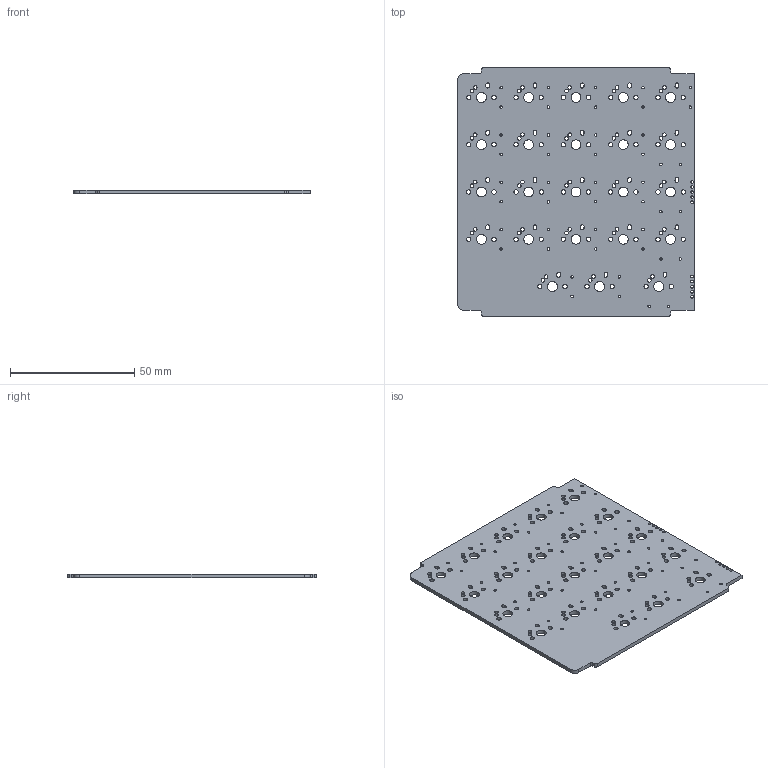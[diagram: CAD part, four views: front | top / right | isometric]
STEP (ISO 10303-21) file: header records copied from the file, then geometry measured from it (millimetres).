
FILE_DESCRIPTION(('KiCad electronic assembly'),'2;1');
FILE_NAME('center-gasket-1.step','2022-01-07T20:40:16',('An Author'),( 'A Company'),'Open CASCADE STEP processor 7.5', 'KiCad to STEP converter','Unknown');
FILE_SCHEMA(('AUTOMOTIVE_DESIGN { 1 0 10303 214 1 1 1 1 }'));
Length unit declared in the file: millimetre
Products named in the file (2): Open CASCADE STEP translator 7.5 1; COMPOUND
Assembly tree (1 placements, depth 2):
  Open CASCADE STEP translator 7.5 1
    COMPOUND
Bounding box: 95.25 x 100.01 x 1.6 mm (x, y, z)
Volume: 14165.4 mm3; surface area: 20029.6 mm2
Topology: 1 solids, 1 shells, 287 faces, 855 edges, 570 vertices
Faces by surface type: cylinder 273, plane 14
Full cylindrical faces by diameter (mm): 1 x46, 1.092 x10, 1.47 x46, 1.75 x46, 3.988 x23
Entity records: 21821 total; most frequent: DIRECTION 3597, CARTESIAN_POINT 3516, ORIENTED_EDGE 1710, PCURVE 1710, DEFINITIONAL_REPRESENTATION 1710, LINE 1381, VECTOR 1381, CIRCLE 1092
